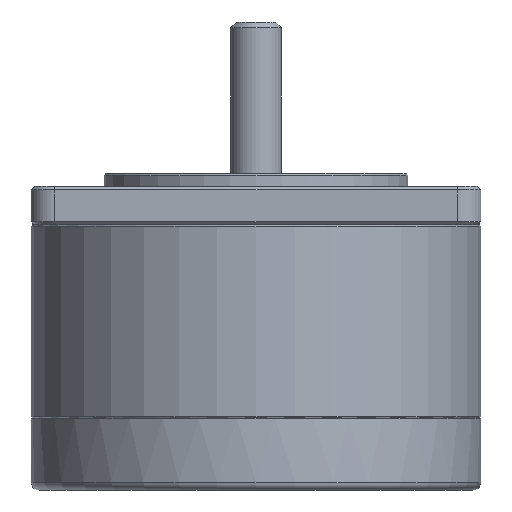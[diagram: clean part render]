
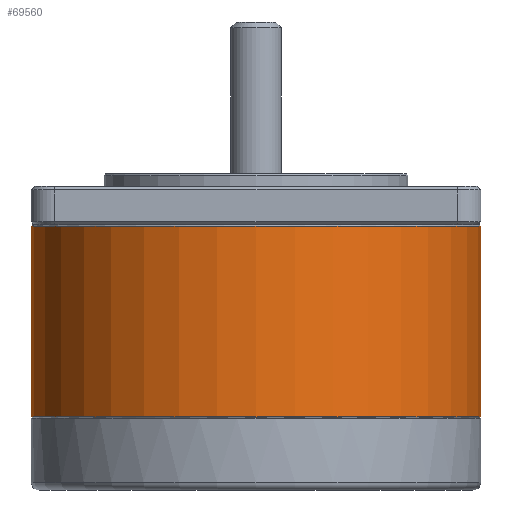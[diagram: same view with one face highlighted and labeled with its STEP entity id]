
A CAD part, front view. The second image highlights one B-rep face of the part: STEP entity #69560.
In plain terms, the highlighted cylindrical face has radius 28.2 mm (diameter 56.4 mm), a partial arc.
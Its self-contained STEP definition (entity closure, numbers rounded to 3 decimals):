
#59720=CARTESIAN_POINT('',(-28.2,0.,-5.03));
#59730=VERTEX_POINT('',#59720);
#59850=CARTESIAN_POINT('',(28.2,0.,-5.03));
#59860=VERTEX_POINT('',#59850);
#59890=CARTESIAN_POINT('',(0.,0.,
-5.03));
#59900=DIRECTION('',(0.,0.,1.));
#59910=DIRECTION('',(-1.,0.,0.));
#59920=AXIS2_PLACEMENT_3D('',#59890,#59900,#59910);
#59930=CIRCLE('',#59920,28.2);
#59940=EDGE_CURVE('',#59730,#59860,#59930,.T.);
#61820=CARTESIAN_POINT('',(28.2,0.,-28.9));
#61830=DIRECTION('',(0.,0.,1.));
#61840=VECTOR('',#61830,1.);
#61850=LINE('',#61820,#61840);
#61860=CARTESIAN_POINT('',(28.2,0.,-28.9));
#61870=VERTEX_POINT('',#61860);
#61880=EDGE_CURVE('',#61870,#59860,#61850,.T.);
#61920=CARTESIAN_POINT('',(-28.2,0.,-28.9));
#61930=DIRECTION('',(0.,0.,1.));
#61940=VECTOR('',#61930,1.);
#61950=LINE('',#61920,#61940);
#61960=CARTESIAN_POINT('',(-28.2,0.,-28.9));
#61970=VERTEX_POINT('',#61960);
#61980=EDGE_CURVE('',#61970,#59730,#61950,.T.);
#62000=CARTESIAN_POINT('',(0.,0.,
-28.9));
#62010=DIRECTION('',(0.,0.,1.));
#62020=DIRECTION('',(1.,0.,0.));
#62030=AXIS2_PLACEMENT_3D('',#62000,#62010,#62020);
#62040=CIRCLE('',#62030,28.2);
#65010=EDGE_CURVE('',#61970,#61870,#62040,.T.);
#69450=CARTESIAN_POINT('',(0.,0.,
-28.9));
#69460=DIRECTION('',(0.,0.,1.));
#69470=DIRECTION('',(1.,0.,-0.));
#69480=AXIS2_PLACEMENT_3D('',#69450,#69460,#69470);
#69490=CYLINDRICAL_SURFACE('',#69480,28.2);
#69500=ORIENTED_EDGE('',*,*,#61880,.T.);
#69510=ORIENTED_EDGE('',*,*,#65010,.T.);
#69520=ORIENTED_EDGE('',*,*,#61980,.F.);
#69530=ORIENTED_EDGE('',*,*,#59940,.F.);
#69540=EDGE_LOOP('',(#69530,#69520,#69510,#69500));
#69550=FACE_OUTER_BOUND('',#69540,.T.);
#69560=ADVANCED_FACE('',(#69550),#69490,.T.);
